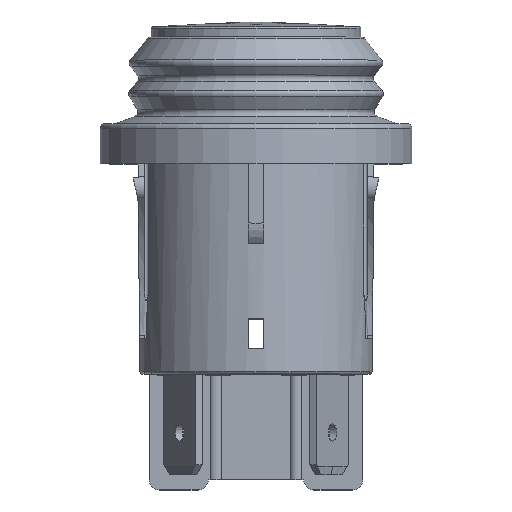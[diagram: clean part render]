
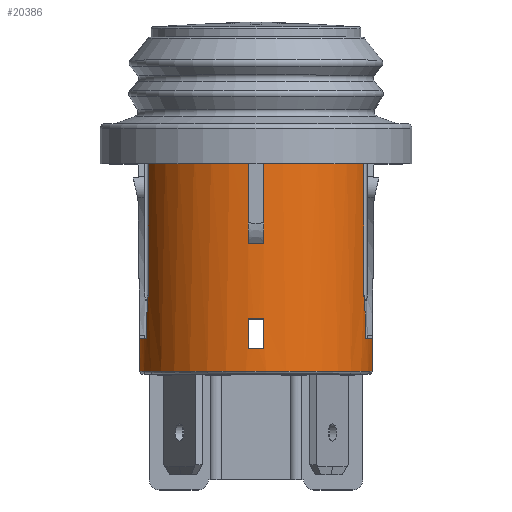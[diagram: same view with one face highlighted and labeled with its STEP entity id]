
A CAD part, top view. The second image highlights one B-rep face of the part: STEP entity #20386.
In plain terms, the highlighted cylindrical face has radius 11.6 mm (diameter 23.2 mm), a partial arc.
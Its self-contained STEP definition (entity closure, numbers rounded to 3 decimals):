
#547=FACE_BOUND('',#7441,.T.);
#595=CYLINDRICAL_SURFACE('',#21841,11.6);
#976=B_SPLINE_CURVE_WITH_KNOTS('',3,(#34764,#34765,#34766,#34767,#34768,
#34769,#34770,#34771),.UNSPECIFIED.,.F.,.F.,(4,2,2,4),(1.72,
1.752,2.071,2.155),.UNSPECIFIED.);
#977=B_SPLINE_CURVE_WITH_KNOTS('',3,(#34773,#34774,#34775,#34776,#34777,
#34778),.UNSPECIFIED.,.F.,.F.,(4,2,4),(0.,0.075,
0.15),.UNSPECIFIED.);
#978=B_SPLINE_CURVE_WITH_KNOTS('',3,(#34786,#34787,#34788,#34789,#34790,
#34791,#34792,#34793),.UNSPECIFIED.,.F.,.F.,(4,2,2,4),(5.89,
5.974,6.294,6.325),.UNSPECIFIED.);
#1888=LINE('',#28410,#3799);
#1892=LINE('',#28421,#3803);
#1896=LINE('',#28458,#3807);
#2382=LINE('',#29595,#4293);
#2388=LINE('',#29616,#4299);
#2499=LINE('',#34758,#4410);
#2500=LINE('',#34760,#4411);
#2501=LINE('',#34772,#4412);
#2502=LINE('',#34780,#4413);
#2503=LINE('',#34784,#4414);
#3799=VECTOR('',#23516,0.5);
#3803=VECTOR('',#23526,10.);
#3807=VECTOR('',#23534,10.);
#4293=VECTOR('',#24594,3.);
#4299=VECTOR('',#24608,3.);
#4410=VECTOR('',#25009,3.2);
#4411=VECTOR('',#25010,3.2);
#4412=VECTOR('',#25013,14.057);
#4413=VECTOR('',#25014,0.5);
#4414=VECTOR('',#25017,14.057);
#6248=FACE_OUTER_BOUND('',#7440,.T.);
#7440=EDGE_LOOP('',(#16583,#16584,#16585,#16586,#16587,#16588,#16589,#16590,
#16591,#16592,#16593,#16594,#16595,#16596,#16597,#16598,#16599,#16600));
#7441=EDGE_LOOP('',(#16601,#16602,#16603,#16604));
#8295=CIRCLE('',#21398,11.6);
#8304=CIRCLE('',#21426,11.6);
#8306=CIRCLE('',#21430,11.6);
#8329=CIRCLE('',#21648,11.6);
#8339=CIRCLE('',#21695,11.6);
#8340=CIRCLE('',#21699,11.6);
#8432=CIRCLE('',#21842,11.6);
#8433=CIRCLE('',#21843,11.6);
#8434=CIRCLE('',#21844,11.6);
#9068=VERTEX_POINT('',#28402);
#9069=VERTEX_POINT('',#28404);
#9070=VERTEX_POINT('',#28408);
#9073=VERTEX_POINT('',#28418);
#9074=VERTEX_POINT('',#28420);
#9076=VERTEX_POINT('',#28455);
#9077=VERTEX_POINT('',#28457);
#9113=VERTEX_POINT('',#28551);
#9324=VERTEX_POINT('',#29377);
#9325=VERTEX_POINT('',#29378);
#9377=VERTEX_POINT('',#29592);
#9378=VERTEX_POINT('',#29594);
#9382=VERTEX_POINT('',#29611);
#9383=VERTEX_POINT('',#29615);
#9907=VERTEX_POINT('',#34757);
#9908=VERTEX_POINT('',#34759);
#9909=VERTEX_POINT('',#34761);
#9910=VERTEX_POINT('',#34763);
#9911=VERTEX_POINT('',#34779);
#9912=VERTEX_POINT('',#34781);
#9913=VERTEX_POINT('',#34783);
#9914=VERTEX_POINT('',#34785);
#11283=EDGE_CURVE('',#9069,#9068,#8295,.T.);
#11286=EDGE_CURVE('',#9068,#9070,#1888,.T.);
#11291=EDGE_CURVE('',#9074,#9073,#1892,.T.);
#11296=EDGE_CURVE('',#9077,#9076,#1896,.T.);
#11344=EDGE_CURVE('',#9076,#9113,#8304,.T.);
#11347=EDGE_CURVE('',#9070,#9074,#8306,.T.);
#11743=EDGE_CURVE('',#9324,#9325,#8329,.T.);
#11833=EDGE_CURVE('',#9377,#9378,#2382,.T.);
#11839=EDGE_CURVE('',#9378,#9382,#8339,.T.);
#11841=EDGE_CURVE('',#9382,#9383,#2388,.T.);
#11847=EDGE_CURVE('',#9383,#9377,#8340,.T.);
#12373=EDGE_CURVE('',#9907,#9325,#2499,.T.);
#12374=EDGE_CURVE('',#9324,#9908,#2500,.T.);
#12375=EDGE_CURVE('',#9908,#9909,#8432,.T.);
#12376=EDGE_CURVE('',#9909,#9910,#976,.T.);
#12377=EDGE_CURVE('',#9910,#9069,#2501,.T.);
#12378=EDGE_CURVE('',#9073,#9077,#977,.T.);
#12379=EDGE_CURVE('',#9113,#9911,#2502,.T.);
#12380=EDGE_CURVE('',#9911,#9912,#8433,.T.);
#12381=EDGE_CURVE('',#9912,#9913,#2503,.T.);
#12382=EDGE_CURVE('',#9913,#9914,#978,.T.);
#12383=EDGE_CURVE('',#9914,#9907,#8434,.T.);
#16583=ORIENTED_EDGE('',*,*,#12373,.T.);
#16584=ORIENTED_EDGE('',*,*,#11743,.F.);
#16585=ORIENTED_EDGE('',*,*,#12374,.T.);
#16586=ORIENTED_EDGE('',*,*,#12375,.T.);
#16587=ORIENTED_EDGE('',*,*,#12376,.T.);
#16588=ORIENTED_EDGE('',*,*,#12377,.T.);
#16589=ORIENTED_EDGE('',*,*,#11283,.T.);
#16590=ORIENTED_EDGE('',*,*,#11286,.T.);
#16591=ORIENTED_EDGE('',*,*,#11347,.T.);
#16592=ORIENTED_EDGE('',*,*,#11291,.T.);
#16593=ORIENTED_EDGE('',*,*,#12378,.T.);
#16594=ORIENTED_EDGE('',*,*,#11296,.T.);
#16595=ORIENTED_EDGE('',*,*,#11344,.T.);
#16596=ORIENTED_EDGE('',*,*,#12379,.T.);
#16597=ORIENTED_EDGE('',*,*,#12380,.T.);
#16598=ORIENTED_EDGE('',*,*,#12381,.T.);
#16599=ORIENTED_EDGE('',*,*,#12382,.T.);
#16600=ORIENTED_EDGE('',*,*,#12383,.T.);
#16601=ORIENTED_EDGE('',*,*,#11847,.F.);
#16602=ORIENTED_EDGE('',*,*,#11841,.F.);
#16603=ORIENTED_EDGE('',*,*,#11839,.F.);
#16604=ORIENTED_EDGE('',*,*,#11833,.F.);
#20386=ADVANCED_FACE('',(#6248,#547),#595,.T.);
#21398=AXIS2_PLACEMENT_3D('',#28405,#23509,#23510);
#21426=AXIS2_PLACEMENT_3D('',#28553,#23613,#23614);
#21430=AXIS2_PLACEMENT_3D('',#28559,#23622,#23623);
#21648=AXIS2_PLACEMENT_3D('',#29379,#24429,#24430);
#21695=AXIS2_PLACEMENT_3D('',#29612,#24603,#24604);
#21699=AXIS2_PLACEMENT_3D('',#29632,#24617,#24618);
#21841=AXIS2_PLACEMENT_3D('',#34756,#25007,#25008);
#21842=AXIS2_PLACEMENT_3D('',#34762,#25011,#25012);
#21843=AXIS2_PLACEMENT_3D('',#34782,#25015,#25016);
#21844=AXIS2_PLACEMENT_3D('',#34794,#25018,#25019);
#23509=DIRECTION('center_axis',(0.,1.,0.));
#23510=DIRECTION('ref_axis',(0.924,0.,0.383));
#23516=DIRECTION('',(0.,1.,0.));
#23526=DIRECTION('',(0.,-1.,0.));
#23534=DIRECTION('',(0.,1.,0.));
#23613=DIRECTION('center_axis',(0.,-1.,0.));
#23614=DIRECTION('ref_axis',(-0.065,0.,
0.998));
#23622=DIRECTION('center_axis',(0.,-1.,0.));
#23623=DIRECTION('ref_axis',(0.939,0.,0.345));
#24429=DIRECTION('center_axis',(0.,-1.,0.));
#24430=DIRECTION('ref_axis',(0.994,0.,0.108));
#24594=DIRECTION('',(0.,-1.,0.));
#24603=DIRECTION('center_axis',(0.,1.,0.));
#24604=DIRECTION('ref_axis',(-0.065,0.,0.998));
#24608=DIRECTION('',(0.,1.,0.));
#24617=DIRECTION('center_axis',(0.,-1.,0.));
#24618=DIRECTION('ref_axis',(0.065,0.,0.998));
#25007=DIRECTION('center_axis',(0.,1.,0.));
#25008=DIRECTION('ref_axis',(0.994,0.,0.108));
#25009=DIRECTION('',(0.,-1.,0.));
#25010=DIRECTION('',(0.,1.,0.));
#25011=DIRECTION('center_axis',(0.,-1.,0.));
#25012=DIRECTION('ref_axis',(0.994,0.,0.108));
#25013=DIRECTION('',(0.,1.,0.));
#25014=DIRECTION('',(0.,-1.,0.));
#25015=DIRECTION('center_axis',(0.,1.,0.));
#25016=DIRECTION('ref_axis',(-0.939,0.,0.345));
#25017=DIRECTION('',(0.,-1.,0.));
#25018=DIRECTION('center_axis',(0.,-1.,0.));
#25019=DIRECTION('ref_axis',(-0.939,0.,0.345));
#28402=CARTESIAN_POINT('',(10.889,22.,4.));
#28404=CARTESIAN_POINT('',(10.715,22.,4.443));
#28405=CARTESIAN_POINT('Origin',(0.,22.,0.));
#28408=CARTESIAN_POINT('',(10.889,22.5,4.));
#28410=CARTESIAN_POINT('',(10.889,22.,4.));
#28418=CARTESIAN_POINT('',(0.75,13.,11.576));
#28420=CARTESIAN_POINT('',(0.75,22.5,11.576));
#28421=CARTESIAN_POINT('',(0.75,0.3,11.576));
#28455=CARTESIAN_POINT('',(-0.75,22.5,11.576));
#28457=CARTESIAN_POINT('',(-0.75,13.,11.576));
#28458=CARTESIAN_POINT('',(-0.75,0.3,11.576));
#28551=CARTESIAN_POINT('',(-10.889,22.5,4.));
#28553=CARTESIAN_POINT('Origin',(0.,22.5,0.));
#28559=CARTESIAN_POINT('Origin',(0.,22.5,0.));
#29377=CARTESIAN_POINT('',(11.532,0.3,1.25));
#29378=CARTESIAN_POINT('',(-11.532,0.3,1.25));
#29379=CARTESIAN_POINT('Origin',(0.,0.3,0.));
#29592=CARTESIAN_POINT('',(-0.75,5.5,11.576));
#29594=CARTESIAN_POINT('',(-0.75,2.5,11.576));
#29595=CARTESIAN_POINT('',(-0.75,5.5,11.576));
#29611=CARTESIAN_POINT('',(0.75,2.5,11.576));
#29612=CARTESIAN_POINT('Origin',(0.,2.5,0.));
#29615=CARTESIAN_POINT('',(0.75,5.5,11.576));
#29616=CARTESIAN_POINT('',(0.75,2.5,11.576));
#29632=CARTESIAN_POINT('Origin',(0.,5.5,0.));
#34756=CARTESIAN_POINT('Origin',(0.,0.3,0.));
#34757=CARTESIAN_POINT('',(-11.532,3.5,1.25));
#34758=CARTESIAN_POINT('',(-11.532,3.5,1.25));
#34759=CARTESIAN_POINT('',(11.532,3.5,1.25));
#34760=CARTESIAN_POINT('',(11.532,0.3,1.25));
#34761=CARTESIAN_POINT('',(10.888,3.5,4.003));
#34762=CARTESIAN_POINT('Origin',(0.,3.5,0.));
#34763=CARTESIAN_POINT('',(10.715,7.943,4.443));
#34764=CARTESIAN_POINT('Ctrl Pts',(10.888,3.5,4.003));
#34765=CARTESIAN_POINT('Ctrl Pts',(10.888,3.606,4.001));
#34766=CARTESIAN_POINT('Ctrl Pts',(10.889,3.712,4.));
#34767=CARTESIAN_POINT('Ctrl Pts',(10.889,4.881,4.));
#34768=CARTESIAN_POINT('Ctrl Pts',(10.857,5.983,4.089));
#34769=CARTESIAN_POINT('Ctrl Pts',(10.764,7.368,4.325));
#34770=CARTESIAN_POINT('Ctrl Pts',(10.741,7.656,4.381));
#34771=CARTESIAN_POINT('Ctrl Pts',(10.715,7.943,4.443));
#34772=CARTESIAN_POINT('',(10.715,7.943,4.443));
#34773=CARTESIAN_POINT('Ctrl Pts',(0.75,13.,11.576));
#34774=CARTESIAN_POINT('Ctrl Pts',(0.5,13.,11.592));
#34775=CARTESIAN_POINT('Ctrl Pts',(0.25,13.,11.6));
#34776=CARTESIAN_POINT('Ctrl Pts',(-0.25,13.,
11.6));
#34777=CARTESIAN_POINT('Ctrl Pts',(-0.5,13.,
11.592));
#34778=CARTESIAN_POINT('Ctrl Pts',(-0.75,13.,11.576));
#34779=CARTESIAN_POINT('',(-10.889,22.,4.));
#34780=CARTESIAN_POINT('',(-10.889,22.5,4.));
#34781=CARTESIAN_POINT('',(-10.715,22.,4.443));
#34782=CARTESIAN_POINT('Origin',(0.,22.,0.));
#34783=CARTESIAN_POINT('',(-10.715,7.943,4.443));
#34784=CARTESIAN_POINT('',(-10.715,22.,4.443));
#34785=CARTESIAN_POINT('',(-10.888,3.5,4.003));
#34786=CARTESIAN_POINT('Ctrl Pts',(-10.715,7.943,4.443));
#34787=CARTESIAN_POINT('Ctrl Pts',(-10.741,7.656,4.381));
#34788=CARTESIAN_POINT('Ctrl Pts',(-10.764,7.368,4.325));
#34789=CARTESIAN_POINT('Ctrl Pts',(-10.857,5.983,4.089));
#34790=CARTESIAN_POINT('Ctrl Pts',(-10.889,4.881,4.));
#34791=CARTESIAN_POINT('Ctrl Pts',(-10.889,3.712,4.));
#34792=CARTESIAN_POINT('Ctrl Pts',(-10.888,3.606,4.001));
#34793=CARTESIAN_POINT('Ctrl Pts',(-10.888,3.5,4.003));
#34794=CARTESIAN_POINT('Origin',(0.,3.5,0.));
